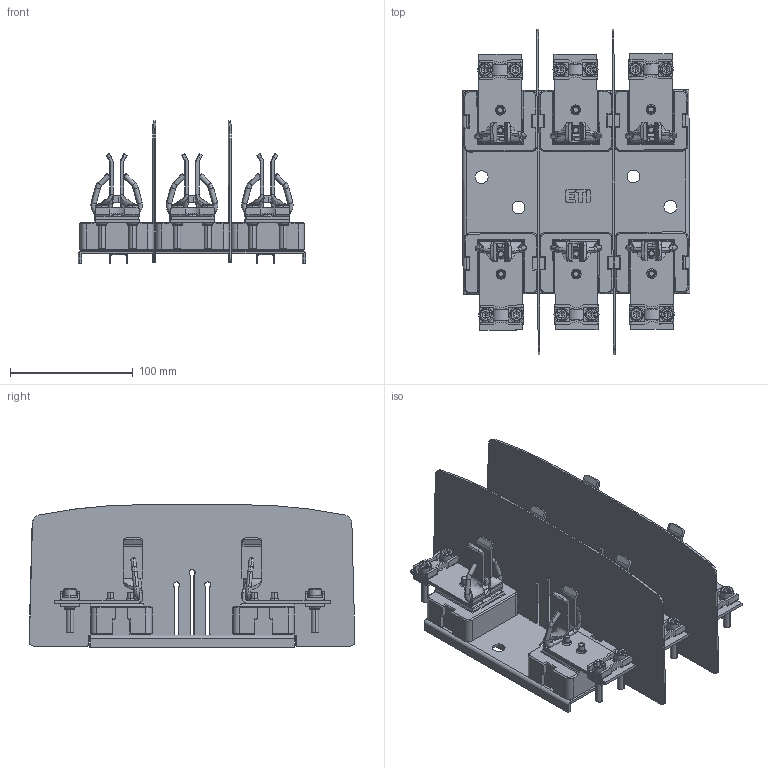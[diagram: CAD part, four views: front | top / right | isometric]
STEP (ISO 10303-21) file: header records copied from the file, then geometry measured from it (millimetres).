
FILE_DESCRIPTION((''),'2;1');
FILE_NAME('123_ASM','2023-10-24T07:18:10',('klemen.sitar'),('Audax d.o.o.'),'CREO PARAMETRIC BY PTC INC, 2021304','CREO PARAMETRIC BY PTC INC, 2021304','');
FILE_SCHEMA(('AP242_MANAGED_MODEL_BASED_3D_ENGINEERING_MIM_LF { 1 0 10303 442 1 1 4 }'));
Length unit declared in the file: millimetre
Products named in the file (29): PR_PK2_1_1; BARRIER_1_ASM_1_ASM; PRT0002_1_1_1_1; 0000032892_AF0_1_1_1_2_1_1_1_1; 0000032892_AF0_1_1_1_1_1_1; PRT0006_1_1_1_1; PRT0006_1_2_1_1; PRT0006_1_3_1_1; ETI_LOGO_19_8X10_52MM_ASM_1_ASM; BASE_1_ASM_1_ASM; 0000038658_1_1_1_1_1_1; 0000038453_1_1_1_1_1_1_1; 0000038666_AF1_1_1_1_1_1_1_1; 0000032606_1_1_2_1_1_1_1_1; 0000053822_1_1_1; 0000053839_1_1_1; 0000053840_1_1_1; 0000053842_1_1_1; S12_TOP__ASM_1_ASM; TOP_1_ASM_1_ASM; 0000038666_AF0_1_1_1_1_1_1_1; 0000053839_1_1_1_1_1; 0000053840_1_1_1_1_1; 0000053822_1_1_1_1_1; 0000053842_1_1_1_1_1; S12_BOT_ASM_1_ASM; BOT_1_ASM_1_ASM; COMBO_ASM_1_ASM; 123_ASM
Assembly tree (40 placements, depth 5):
  123_ASM
    BARRIER_1_ASM_1_ASM
      PR_PK2_1_1  x2
    BASE_1_ASM_1_ASM
      PRT0002_1_1_1_1
      0000032892_AF0_1_1_1_2_1_1_1_1
      0000032892_AF0_1_1_1_1_1_1
      ETI_LOGO_19_8X10_52MM_ASM_1_ASM
        PRT0006_1_1_1_1
        PRT0006_1_2_1_1
        PRT0006_1_3_1_1
    COMBO_ASM_1_ASM  x3
      TOP_1_ASM_1_ASM
        0000038658_1_1_1_1_1_1
        0000038453_1_1_1_1_1_1_1
        0000038666_AF1_1_1_1_1_1_1_1
        0000032606_1_1_2_1_1_1_1_1  x2
        S12_TOP__ASM_1_ASM
          0000053822_1_1_1  x2
          0000053839_1_1_1
          0000053840_1_1_1
          0000053842_1_1_1  x2
      BOT_1_ASM_1_ASM
        0000038658_1_1_1_1_1_1
        0000038453_1_1_1_1_1_1_1
        0000038666_AF0_1_1_1_1_1_1_1
        0000032606_1_1_2_1_1_1_1_1  x2
        S12_BOT_ASM_1_ASM
          0000053839_1_1_1_1_1
          0000053840_1_1_1_1_1
          0000053822_1_1_1_1_1  x2
          0000053842_1_1_1_1_1  x2
Bounding box: 185.71 x 266.05 x 116.5 mm (x, y, z)
Volume: 680666.7 mm3; surface area: 378599.3 mm2
Topology: 74 solids, 134 shells, 2805 faces, 7086 edges, 4552 vertices
Faces by surface type: plane 1579, cylinder 812, torus 192, cone 156, bspline 66
Entity records: 41610 total; most frequent: CARTESIAN_POINT 13583, DIRECTION 3868, ORIENTED_EDGE 3472, EDGE_CURVE 1758, AXIS2_PLACEMENT_3D 1383, PRESENTATION_STYLE_ASSIGNMENT 1259, STYLED_ITEM 1259, VERTEX_POINT 1138
